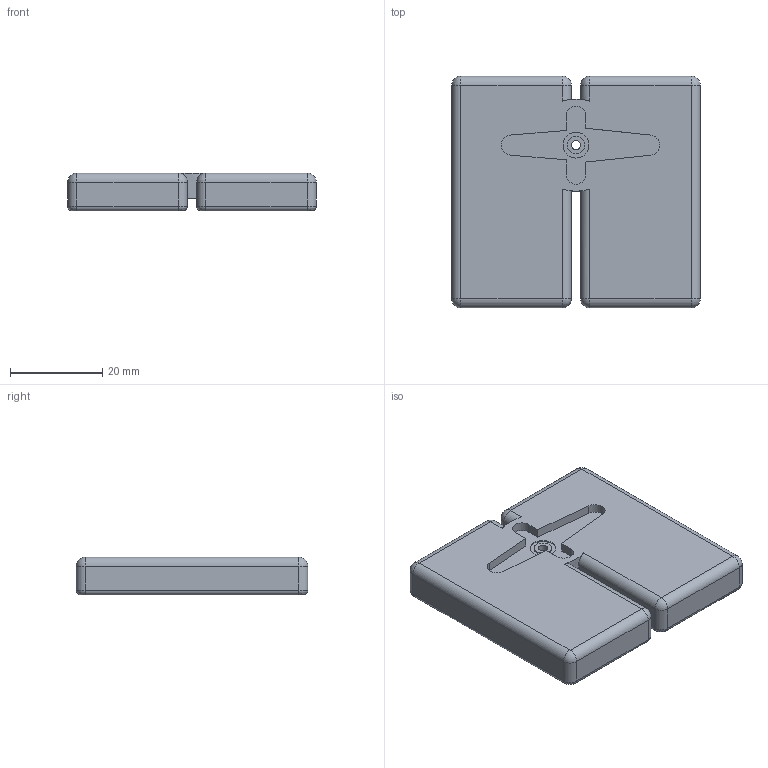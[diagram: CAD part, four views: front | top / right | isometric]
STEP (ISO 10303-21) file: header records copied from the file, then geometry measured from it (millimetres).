
FILE_DESCRIPTION(/* description */ ('','CAx-IF Rec.Pracs.---Representation and Presentation of Product Manufacturing Information (PMI)---4.0---2014-10-13'),/* implementation_level */ '2;1');
FILE_NAME(/* name */ 'feet_large_SG90 v3.step',/* time_stamp */ '2025-01-23T19:22:08+09:00',/* author */ (''),/* organization */ (''),/* preprocessor_version */ 'ST-DEVELOPER v20',/* originating_system */ 'Autodesk Translation Framework v13.20.0.188',/* authorisation */ '');
FILE_SCHEMA (('AP242_MANAGED_MODEL_BASED_3D_ENGINEERING_MIM_LF { 1 0 10303 442 1 1 4 }'));
Length unit declared in the file: millimetre
Products named in the file (1): feet_large_SG90
Bounding box: 54 x 50.34 x 8.2 mm (x, y, z)
Volume: 20769.2 mm3; surface area: 7419.4 mm2
Topology: 1 solids, 1 shells, 94 faces, 214 edges, 125 vertices
Faces by surface type: cylinder 42, plane 35, bspline 8, sphere 8, cone 1
Full cylindrical faces by diameter (mm): 2 x1, 3.8 x1, 5 x1, 5.6 x1
Entity records: 2735 total; most frequent: CARTESIAN_POINT 570, DIRECTION 469, ORIENTED_EDGE 428, EDGE_CURVE 214, AXIS2_PLACEMENT_3D 176, VERTEX_POINT 125, LINE 117, VECTOR 117
